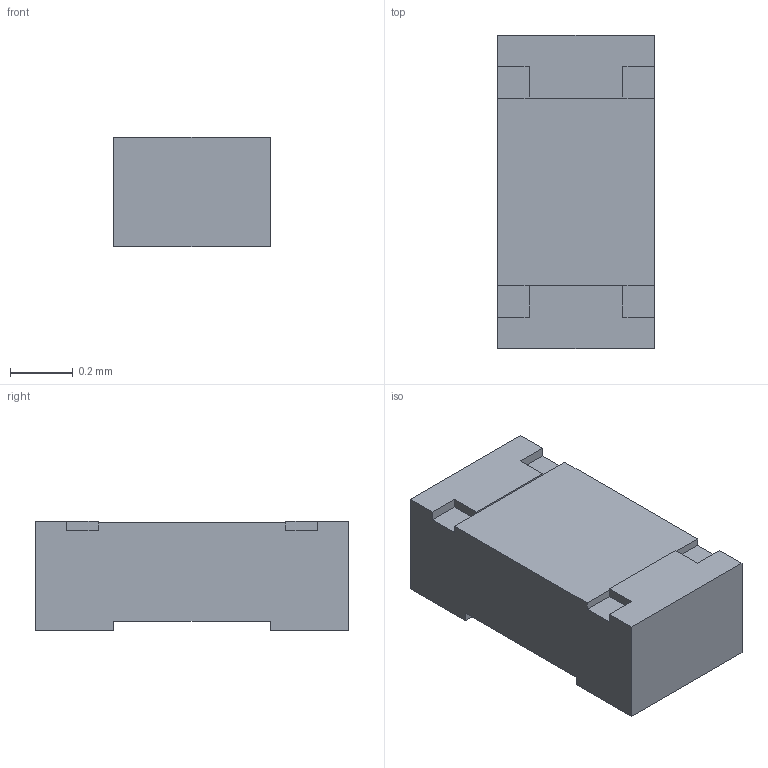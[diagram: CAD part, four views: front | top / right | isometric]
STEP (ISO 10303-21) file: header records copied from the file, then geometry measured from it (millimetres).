
FILE_DESCRIPTION((''),'2;1');
FILE_NAME('RES_CHIP_0402','2010-10-04T',('Simon'),(''),'PRO/ENGINEER BY PARAMETRIC TECHNOLOGY CORPORATION, 2008400','PRO/ENGINEER BY PARAMETRIC TECHNOLOGY CORPORATION, 2008400','');
FILE_SCHEMA(('AUTOMOTIVE_DESIGN_CC2 { 1 2 10303 214 -1 1 5 2 }'));
Length unit declared in the file: millimetre
Products named in the file (1): RES_CHIP_0402
Bounding box: 0.5 x 1 x 0.35 mm (x, y, z)
Volume: 0.2 mm3; surface area: 2.1 mm2
Topology: 1 solids, 1 shells, 30 faces, 80 edges, 52 vertices
Faces by surface type: plane 30
Entity records: 1304 total; most frequent: CARTESIAN_POINT 163, ORIENTED_EDGE 160, DIRECTION 142, PRESENTATION_STYLE_ASSIGNMENT 89, STYLED_ITEM 82, CURVE_STYLE 81, VECTOR 80, LINE 80
